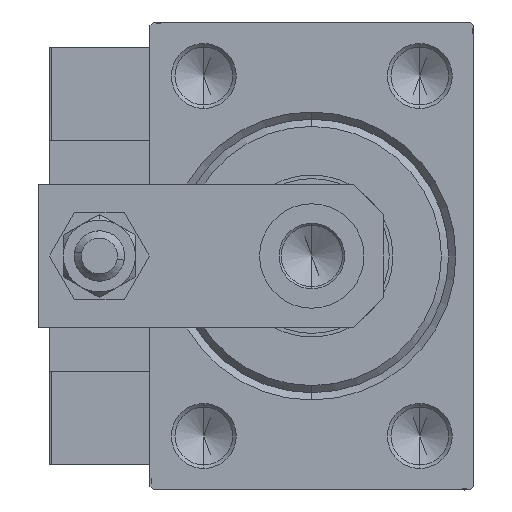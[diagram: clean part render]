
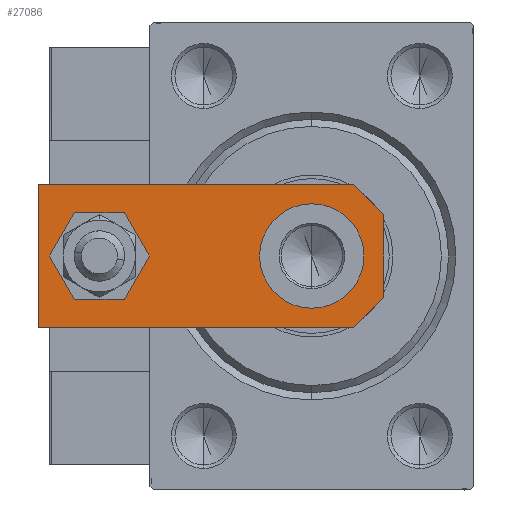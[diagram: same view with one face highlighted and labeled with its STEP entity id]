
A CAD part, left-side view. The second image highlights one B-rep face of the part: STEP entity #27086.
In plain terms, the highlighted face is planar.
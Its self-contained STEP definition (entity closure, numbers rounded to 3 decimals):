
#34 = CARTESIAN_POINT ( 'NONE',  ( 0., 39.5, 6. ) ) ;
#39 = LINE ( 'NONE', #3709, #23178 ) ;
#113 = EDGE_CURVE ( 'NONE', #27349, #11608, #38399, .T. ) ;
#736 = VECTOR ( 'NONE', #51725, 1000. ) ;
#3179 = PLANE ( 'NONE',  #44155 ) ;
#3709 = CARTESIAN_POINT ( 'NONE',  ( -10., 0., 6. ) ) ;
#4220 = FACE_BOUND ( 'NONE', #36505, .T. ) ;
#4379 = LINE ( 'NONE', #20876, #21576 ) ;
#4513 = CIRCLE ( 'NONE', #34570, 7.25 ) ;
#4783 = VERTEX_POINT ( 'NONE', #24894 ) ;
#5033 = EDGE_LOOP ( 'NONE', ( #14953, #47179, #25884, #11002, #5572, #6736 ) ) ;
#5572 = ORIENTED_EDGE ( 'NONE', *, *, #47229, .T. ) ;
#6691 = CARTESIAN_POINT ( 'NONE',  ( 7.25, 10., 6. ) ) ;
#6736 = ORIENTED_EDGE ( 'NONE', *, *, #43453, .T. ) ;
#7091 = DIRECTION ( 'NONE',  ( 0., 0., 1. ) ) ;
#7785 = AXIS2_PLACEMENT_3D ( 'NONE', #34, #7091, #15489 ) ;
#8658 = DIRECTION ( 'NONE',  ( 1., 0., 0. ) ) ;
#8697 = ORIENTED_EDGE ( 'NONE', *, *, #11606, .F. ) ;
#8957 = VERTEX_POINT ( 'NONE', #49561 ) ;
#10051 = DIRECTION ( 'NONE',  ( 0., 0., 1. ) ) ;
#11002 = ORIENTED_EDGE ( 'NONE', *, *, #113, .T. ) ;
#11220 = VECTOR ( 'NONE', #37645, 1000. ) ;
#11606 = EDGE_CURVE ( 'NONE', #40302, #4783, #32083, .T. ) ;
#11608 = VERTEX_POINT ( 'NONE', #18944 ) ;
#11801 = DIRECTION ( 'NONE',  ( 0., 0., 1. ) ) ;
#12744 = DIRECTION ( 'NONE',  ( 0., -1., 0. ) ) ;
#12778 = CARTESIAN_POINT ( 'NONE',  ( 5.76, 0., 6. ) ) ;
#13209 = EDGE_CURVE ( 'NONE', #4783, #40302, #27030, .T. ) ;
#13318 = CARTESIAN_POINT ( 'NONE',  ( 0., 10., 6. ) ) ;
#13383 = VECTOR ( 'NONE', #20463, 1000. ) ;
#13930 = VERTEX_POINT ( 'NONE', #42454 ) ;
#14115 = EDGE_CURVE ( 'NONE', #17391, #26804, #4513, .T. ) ;
#14953 = ORIENTED_EDGE ( 'NONE', *, *, #36196, .T. ) ;
#15234 = DIRECTION ( 'NONE',  ( 1., 0., 0. ) ) ;
#15282 = CARTESIAN_POINT ( 'NONE',  ( -7.25, 10., 6. ) ) ;
#15489 = DIRECTION ( 'NONE',  ( 1., 0., 0. ) ) ;
#15796 = AXIS2_PLACEMENT_3D ( 'NONE', #13318, #48118, #28490 ) ;
#17391 = VERTEX_POINT ( 'NONE', #6691 ) ;
#18204 = VERTEX_POINT ( 'NONE', #22543 ) ;
#18944 = CARTESIAN_POINT ( 'NONE',  ( 10., 4.24, 6. ) ) ;
#19674 = FACE_BOUND ( 'NONE', #40580, .T. ) ;
#20463 = DIRECTION ( 'NONE',  ( -1., 0., 0. ) ) ;
#20777 = ORIENTED_EDGE ( 'NONE', *, *, #28272, .F. ) ;
#20876 = CARTESIAN_POINT ( 'NONE',  ( -10., 48., 6. ) ) ;
#21576 = VECTOR ( 'NONE', #12744, 1000. ) ;
#22030 = LINE ( 'NONE', #45845, #26834 ) ;
#22543 = CARTESIAN_POINT ( 'NONE',  ( -10., 48., 6. ) ) ;
#22770 = EDGE_CURVE ( 'NONE', #13930, #27349, #39, .T. ) ;
#23178 = VECTOR ( 'NONE', #8658, 1000. ) ;
#24337 = CARTESIAN_POINT ( 'NONE',  ( -10., 4.24, 6. ) ) ;
#24371 = CARTESIAN_POINT ( 'NONE',  ( 0., 10., 6. ) ) ;
#24379 = LINE ( 'NONE', #28820, #13383 ) ;
#24894 = CARTESIAN_POINT ( 'NONE',  ( 4., 39.5, 6. ) ) ;
#25884 = ORIENTED_EDGE ( 'NONE', *, *, #22770, .T. ) ;
#26804 = VERTEX_POINT ( 'NONE', #15282 ) ;
#26834 = VECTOR ( 'NONE', #41913, 1000. ) ;
#27030 = CIRCLE ( 'NONE', #7785, 4. ) ;
#27086 = ADVANCED_FACE ( 'NONE', ( #19674, #27246, #4220 ), #3179, .T. ) ;
#27246 = FACE_OUTER_BOUND ( 'NONE', #5033, .T. ) ;
#27349 = VERTEX_POINT ( 'NONE', #12778 ) ;
#27474 = CARTESIAN_POINT ( 'NONE',  ( -4., 39.5, 6. ) ) ;
#28272 = EDGE_CURVE ( 'NONE', #26804, #17391, #45054, .T. ) ;
#28444 = EDGE_CURVE ( 'NONE', #46587, #13930, #39712, .T. ) ;
#28490 = DIRECTION ( 'NONE',  ( 1., 0., 0. ) ) ;
#28820 = CARTESIAN_POINT ( 'NONE',  ( 10., 48., 6. ) ) ;
#30895 = ORIENTED_EDGE ( 'NONE', *, *, #13209, .F. ) ;
#31436 = DIRECTION ( 'NONE',  ( 0., 0., 1. ) ) ;
#32083 = CIRCLE ( 'NONE', #45472, 4. ) ;
#34123 = DIRECTION ( 'NONE',  ( 1., 0., 0. ) ) ;
#34570 = AXIS2_PLACEMENT_3D ( 'NONE', #24371, #31436, #15234 ) ;
#35771 = CARTESIAN_POINT ( 'NONE',  ( -2.88, -2.88, 6. ) ) ;
#36196 = EDGE_CURVE ( 'NONE', #18204, #46587, #4379, .T. ) ;
#36505 = EDGE_LOOP ( 'NONE', ( #20777, #48637 ) ) ;
#37645 = DIRECTION ( 'NONE',  ( 0.707, 0.707, 0. ) ) ;
#38399 = LINE ( 'NONE', #41561, #11220 ) ;
#39712 = LINE ( 'NONE', #35771, #736 ) ;
#40302 = VERTEX_POINT ( 'NONE', #27474 ) ;
#40580 = EDGE_LOOP ( 'NONE', ( #8697, #30895 ) ) ;
#41561 = CARTESIAN_POINT ( 'NONE',  ( 2.88, -2.88, 6. ) ) ;
#41913 = DIRECTION ( 'NONE',  ( 0., 1., 0. ) ) ;
#42241 = CARTESIAN_POINT ( 'NONE',  ( 0., 39.5, 6. ) ) ;
#42454 = CARTESIAN_POINT ( 'NONE',  ( -5.76, 0., 6. ) ) ;
#43453 = EDGE_CURVE ( 'NONE', #8957, #18204, #24379, .T. ) ;
#44004 = DIRECTION ( 'NONE',  ( 1., 0., 0. ) ) ;
#44155 = AXIS2_PLACEMENT_3D ( 'NONE', #51051, #11801, #44004 ) ;
#45054 = CIRCLE ( 'NONE', #15796, 7.25 ) ;
#45472 = AXIS2_PLACEMENT_3D ( 'NONE', #42241, #10051, #34123 ) ;
#45845 = CARTESIAN_POINT ( 'NONE',  ( 10., 0., 6. ) ) ;
#46587 = VERTEX_POINT ( 'NONE', #24337 ) ;
#47179 = ORIENTED_EDGE ( 'NONE', *, *, #28444, .T. ) ;
#47229 = EDGE_CURVE ( 'NONE', #11608, #8957, #22030, .T. ) ;
#48118 = DIRECTION ( 'NONE',  ( 0., 0., 1. ) ) ;
#48637 = ORIENTED_EDGE ( 'NONE', *, *, #14115, .F. ) ;
#49561 = CARTESIAN_POINT ( 'NONE',  ( 10., 48., 6. ) ) ;
#51051 = CARTESIAN_POINT ( 'NONE',  ( 0., 0., 6. ) ) ;
#51725 = DIRECTION ( 'NONE',  ( 0.707, -0.707, 0. ) ) ;
